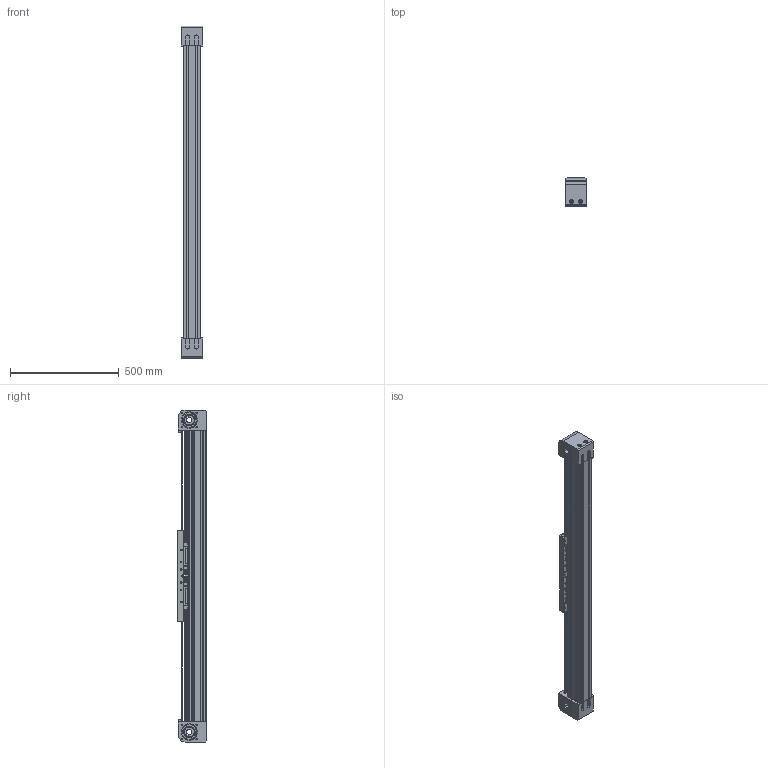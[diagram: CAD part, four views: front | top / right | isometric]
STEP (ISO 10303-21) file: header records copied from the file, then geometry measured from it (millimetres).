
FILE_DESCRIPTION (( 'STEP AP214' ), '1' );
FILE_NAME ('BLM80-900.STEP', '2023-03-14T07:16:05', ( '' ), ( '' ), 'SwSTEP 2.0', 'SolidWorks 2023', '' );
FILE_SCHEMA (( 'AUTOMOTIVE_DESIGN' ));
Length unit declared in the file: millimetre
Products named in the file (1): BLM80-900
Bounding box: 100 x 130 x 1524 mm (x, y, z)
Volume: 10551041.3 mm3; surface area: 1662551.4 mm2
Topology: 49 solids, 57 shells, 3765 faces, 10377 edges, 6773 vertices
Faces by surface type: plane 1973, cylinder 1464, torus 152, sphere 100, cone 52, bspline 24
Entity records: 166476 total; most frequent: CARTESIAN_POINT 27272, DIRECTION 20814, ORIENTED_EDGE 20146, EDGE_CURVE 10073, AXIS2_PLACEMENT_3D 7285, VERTEX_POINT 6581, LINE 6244, VECTOR 6244
